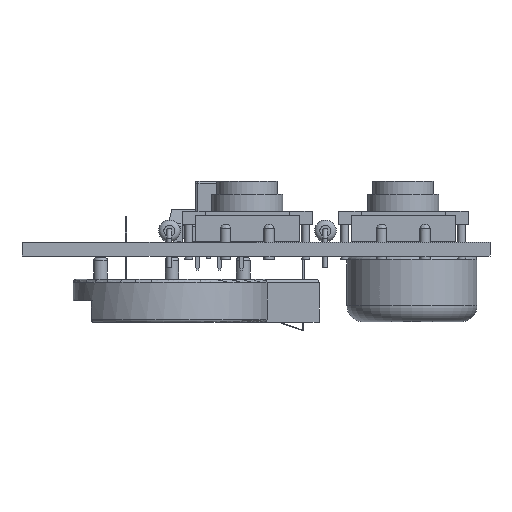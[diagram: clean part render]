
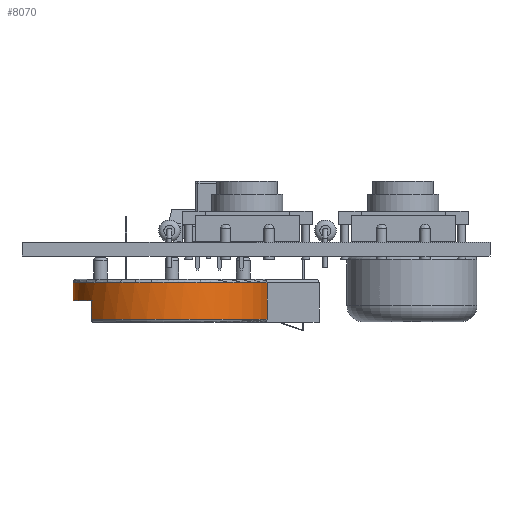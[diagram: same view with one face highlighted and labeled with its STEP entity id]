
A CAD part, front view. The second image highlights one B-rep face of the part: STEP entity #8070.
In plain terms, the highlighted cylindrical face has radius 11.38 mm (diameter 22.76 mm), a partial arc.
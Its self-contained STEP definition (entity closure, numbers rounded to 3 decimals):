
#7795 = VERTEX_POINT('',#7796);
#7796 = CARTESIAN_POINT('',(4.223,3.,3.019));
#7802 = EDGE_CURVE('',#7803,#7795,#7805,.T.);
#7803 = VERTEX_POINT('',#7804);
#7804 = CARTESIAN_POINT('',(4.223,3.,7.273));
#7805 = LINE('',#7806,#7807);
#7806 = CARTESIAN_POINT('',(4.223,3.,2.64));
#7807 = VECTOR('',#7808,1.);
#7808 = DIRECTION('',(-0.,-0.,-1.));
#8000 = EDGE_CURVE('',#8001,#8003,#8005,.T.);
#8001 = VERTEX_POINT('',#8002);
#8002 = CARTESIAN_POINT('',(4.223,-3.,7.273));
#8003 = VERTEX_POINT('',#8004);
#8004 = CARTESIAN_POINT('',(4.223,-3.,3.019));
#8005 = LINE('',#8006,#8007);
#8006 = CARTESIAN_POINT('',(4.223,-3.,2.64));
#8007 = VECTOR('',#8008,1.);
#8008 = DIRECTION('',(-0.,-0.,-1.));
#8070 = ADVANCED_FACE('',(#8071),#8132,.T.);
#8071 = FACE_BOUND('',#8072,.T.);
#8072 = EDGE_LOOP('',(#8073,#8082,#8089,#8090,#8099,#8107,#8116,#8124,
    #8131));
#8073 = ORIENTED_EDGE('',*,*,#8074,.T.);
#8074 = EDGE_CURVE('',#8003,#8075,#8077,.T.);
#8075 = VERTEX_POINT('',#8076);
#8076 = CARTESIAN_POINT('',(26.58,0.,3.019));
#8077 = CIRCLE('',#8078,11.38);
#8078 = AXIS2_PLACEMENT_3D('',#8079,#8080,#8081);
#8079 = CARTESIAN_POINT('',(15.2,0.,3.019));
#8080 = DIRECTION('',(0.,0.,1.));
#8081 = DIRECTION('',(-0.965,-0.264,0.));
#8082 = ORIENTED_EDGE('',*,*,#8083,.T.);
#8083 = EDGE_CURVE('',#8075,#7795,#8084,.T.);
#8084 = CIRCLE('',#8085,11.38);
#8085 = AXIS2_PLACEMENT_3D('',#8086,#8087,#8088);
#8086 = CARTESIAN_POINT('',(15.2,0.,3.019));
#8087 = DIRECTION('',(0.,0.,1.));
#8088 = DIRECTION('',(1.,0.,-0.));
#8089 = ORIENTED_EDGE('',*,*,#7802,.F.);
#8090 = ORIENTED_EDGE('',*,*,#8091,.F.);
#8091 = EDGE_CURVE('',#8092,#7803,#8094,.T.);
#8092 = VERTEX_POINT('',#8093);
#8093 = CARTESIAN_POINT('',(24.492,6.57,7.273));
#8094 = CIRCLE('',#8095,11.38);
#8095 = AXIS2_PLACEMENT_3D('',#8096,#8097,#8098);
#8096 = CARTESIAN_POINT('',(15.2,0.,7.273));
#8097 = DIRECTION('',(0.,0.,1.));
#8098 = DIRECTION('',(1.,0.,0.));
#8099 = ORIENTED_EDGE('',*,*,#8100,.T.);
#8100 = EDGE_CURVE('',#8092,#8101,#8103,.T.);
#8101 = VERTEX_POINT('',#8102);
#8102 = CARTESIAN_POINT('',(24.492,6.57,5.115));
#8103 = LINE('',#8104,#8105);
#8104 = CARTESIAN_POINT('',(24.492,6.57,2.64));
#8105 = VECTOR('',#8106,1.);
#8106 = DIRECTION('',(-0.,-0.,-1.));
#8107 = ORIENTED_EDGE('',*,*,#8108,.T.);
#8108 = EDGE_CURVE('',#8101,#8109,#8111,.T.);
#8109 = VERTEX_POINT('',#8110);
#8110 = CARTESIAN_POINT('',(24.492,-6.57,5.115));
#8111 = CIRCLE('',#8112,11.38);
#8112 = AXIS2_PLACEMENT_3D('',#8113,#8114,#8115);
#8113 = CARTESIAN_POINT('',(15.2,0.,5.115));
#8114 = DIRECTION('',(0.,0.,-1.));
#8115 = DIRECTION('',(1.,0.,0.));
#8116 = ORIENTED_EDGE('',*,*,#8117,.F.);
#8117 = EDGE_CURVE('',#8118,#8109,#8120,.T.);
#8118 = VERTEX_POINT('',#8119);
#8119 = CARTESIAN_POINT('',(24.492,-6.57,7.273));
#8120 = LINE('',#8121,#8122);
#8121 = CARTESIAN_POINT('',(24.492,-6.57,2.64));
#8122 = VECTOR('',#8123,1.);
#8123 = DIRECTION('',(-0.,-0.,-1.));
#8124 = ORIENTED_EDGE('',*,*,#8125,.F.);
#8125 = EDGE_CURVE('',#8001,#8118,#8126,.T.);
#8126 = CIRCLE('',#8127,11.38);
#8127 = AXIS2_PLACEMENT_3D('',#8128,#8129,#8130);
#8128 = CARTESIAN_POINT('',(15.2,0.,7.273));
#8129 = DIRECTION('',(0.,0.,1.));
#8130 = DIRECTION('',(1.,0.,0.));
#8131 = ORIENTED_EDGE('',*,*,#8000,.T.);
#8132 = CYLINDRICAL_SURFACE('',#8133,11.38);
#8133 = AXIS2_PLACEMENT_3D('',#8134,#8135,#8136);
#8134 = CARTESIAN_POINT('',(15.2,0.,2.64));
#8135 = DIRECTION('',(-0.,-0.,-1.));
#8136 = DIRECTION('',(1.,0.,0.));
